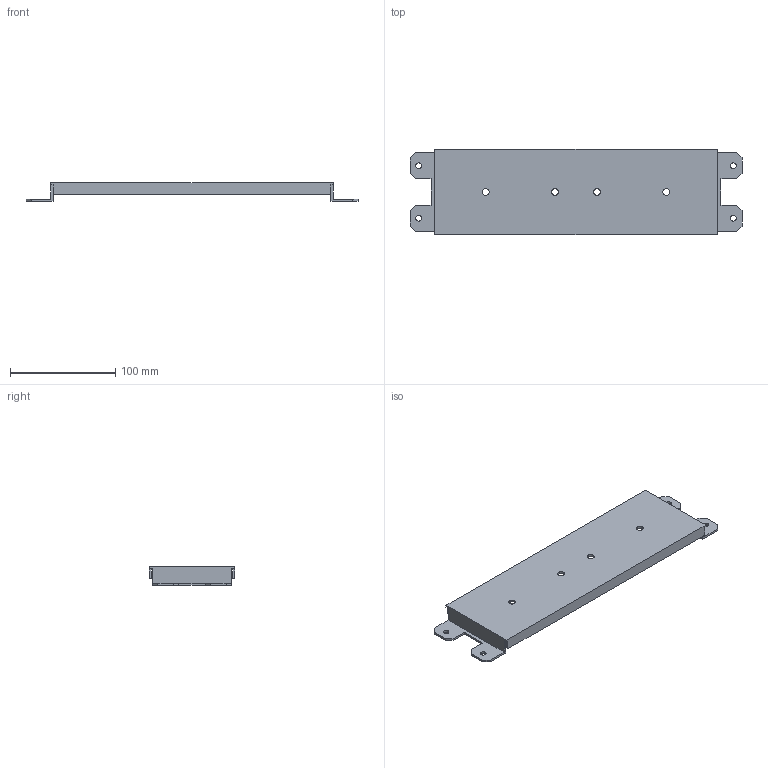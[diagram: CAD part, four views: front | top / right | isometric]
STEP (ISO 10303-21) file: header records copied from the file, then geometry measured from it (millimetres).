
FILE_DESCRIPTION((''),'2;1');
FILE_NAME('PM_1-4_H00_ASM','2023-02-09T11:47:12',('klemen.sitar'),('Audax d.o.o.'),'CREO PARAMETRIC BY PTC INC, 2021304','CREO PARAMETRIC BY PTC INC, 2021304','');
FILE_SCHEMA(('AP242_MANAGED_MODEL_BASED_3D_ENGINEERING_MIM_LF { 1 0 10303 442 1 1 4 }'));
Length unit declared in the file: millimetre
Products named in the file (2): OPEN_CASCADE_STEP_TRANSLATOR-65; PM_1-4_H00_ASM
Assembly tree (1 placements, depth 2):
  PM_1-4_H00_ASM
    OPEN_CASCADE_STEP_TRANSLATOR-65
Bounding box: 316 x 81.4 x 17.5 mm (x, y, z)
Volume: 62358.1 mm3; surface area: 64558.5 mm2
Topology: 1 solids, 1 shells, 58 faces, 168 edges, 112 vertices
Faces by surface type: plane 42, cylinder 16
Entity records: 3240 total; most frequent: CARTESIAN_POINT 348, ORIENTED_EDGE 336, DIRECTION 328, PRESENTATION_STYLE_ASSIGNMENT 230, STYLED_ITEM 230, COLOUR_RGB 192, CURVE_STYLE 171, EDGE_CURVE 168
